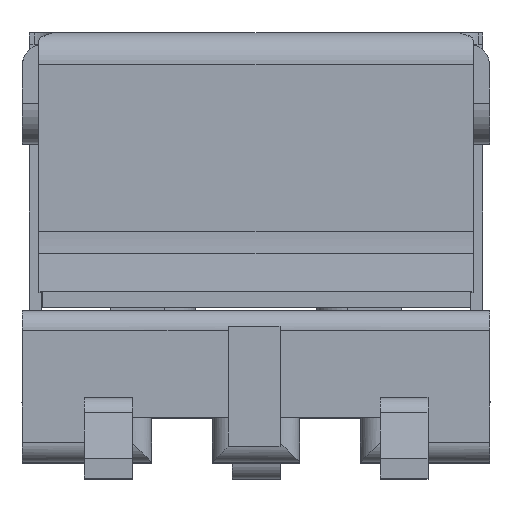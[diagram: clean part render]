
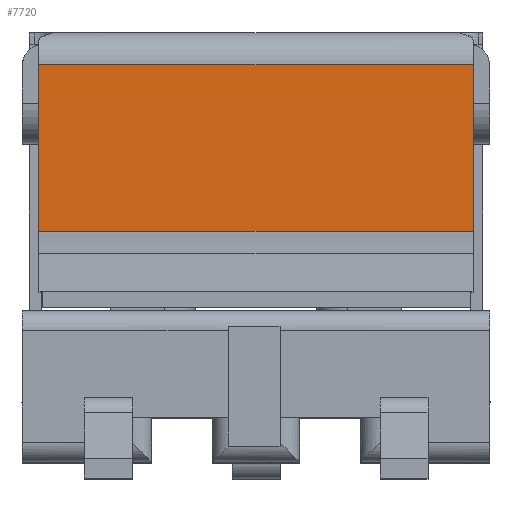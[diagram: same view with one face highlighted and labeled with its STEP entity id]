
A CAD part, top view. The second image highlights one B-rep face of the part: STEP entity #7720.
In plain terms, the highlighted face is planar.
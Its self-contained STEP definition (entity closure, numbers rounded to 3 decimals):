
#136 = ORIENTED_EDGE ( 'NONE', *, *, #7118, .F. ) ;
#479 = VECTOR ( 'NONE', #5086, 1000. ) ;
#493 = VERTEX_POINT ( 'NONE', #6609 ) ;
#586 = FACE_OUTER_BOUND ( 'NONE', #1267, .T. ) ;
#775 = CARTESIAN_POINT ( 'NONE',  ( -0.403, -5.86, -0.21 ) ) ;
#1070 = DIRECTION ( 'NONE',  ( -0.006, -1., 0. ) ) ;
#1182 = CARTESIAN_POINT ( 'NONE',  ( -2.482, -5.847, -0.21 ) ) ;
#1267 = EDGE_LOOP ( 'NONE', ( #136, #6391, #6317, #2676 ) ) ;
#1547 = CARTESIAN_POINT ( 'NONE',  ( -0.403, -5.86, -5.85 ) ) ;
#1969 = AXIS2_PLACEMENT_3D ( 'NONE', #4871, #1070, #2616 ) ;
#1978 = VECTOR ( 'NONE', #6134, 1000. ) ;
#2390 = VERTEX_POINT ( 'NONE', #5770 ) ;
#2488 = EDGE_CURVE ( 'NONE', #3413, #2390, #7075, .T. ) ;
#2616 = DIRECTION ( 'NONE',  ( 1., -0.006, 0. ) ) ;
#2676 = ORIENTED_EDGE ( 'NONE', *, *, #9036, .T. ) ;
#3413 = VERTEX_POINT ( 'NONE', #7799 ) ;
#3520 = LINE ( 'NONE', #8374, #1978 ) ;
#3773 = CARTESIAN_POINT ( 'NONE',  ( -2.482, -5.847, -5.85 ) ) ;
#3906 = DIRECTION ( 'NONE',  ( 0., 0., 1. ) ) ;
#4871 = CARTESIAN_POINT ( 'NONE',  ( -2.482, -5.847, -5.85 ) ) ;
#4956 = VECTOR ( 'NONE', #3906, 1000. ) ;
#5086 = DIRECTION ( 'NONE',  ( 1., -0.006, 0. ) ) ;
#5571 = EDGE_CURVE ( 'NONE', #493, #3413, #3520, .T. ) ;
#5770 = CARTESIAN_POINT ( 'NONE',  ( -2.482, -5.847, -0.21 ) ) ;
#6134 = DIRECTION ( 'NONE',  ( -1., 0.006, 0. ) ) ;
#6317 = ORIENTED_EDGE ( 'NONE', *, *, #5571, .F. ) ;
#6391 = ORIENTED_EDGE ( 'NONE', *, *, #2488, .F. ) ;
#6609 = CARTESIAN_POINT ( 'NONE',  ( -0.403, -5.86, -5.64 ) ) ;
#7075 = LINE ( 'NONE', #3773, #9334 ) ;
#7118 = EDGE_CURVE ( 'NONE', #2390, #9033, #7386, .T. ) ;
#7386 = LINE ( 'NONE', #1182, #479 ) ;
#7720 = ADVANCED_FACE ( 'NONE', ( #586 ), #8810, .T. ) ;
#7799 = CARTESIAN_POINT ( 'NONE',  ( -2.482, -5.847, -5.64 ) ) ;
#8305 = DIRECTION ( 'NONE',  ( 0., 0., 1. ) ) ;
#8374 = CARTESIAN_POINT ( 'NONE',  ( -2.482, -5.847, -5.64 ) ) ;
#8810 = PLANE ( 'NONE',  #1969 ) ;
#8976 = LINE ( 'NONE', #1547, #4956 ) ;
#9033 = VERTEX_POINT ( 'NONE', #775 ) ;
#9036 = EDGE_CURVE ( 'NONE', #493, #9033, #8976, .T. ) ;
#9334 = VECTOR ( 'NONE', #8305, 1000. ) ;
